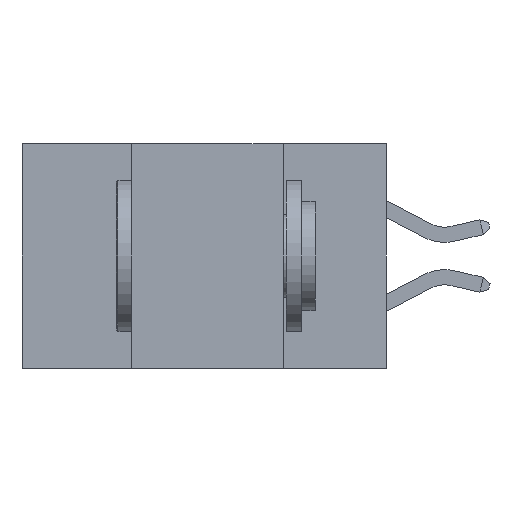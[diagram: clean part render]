
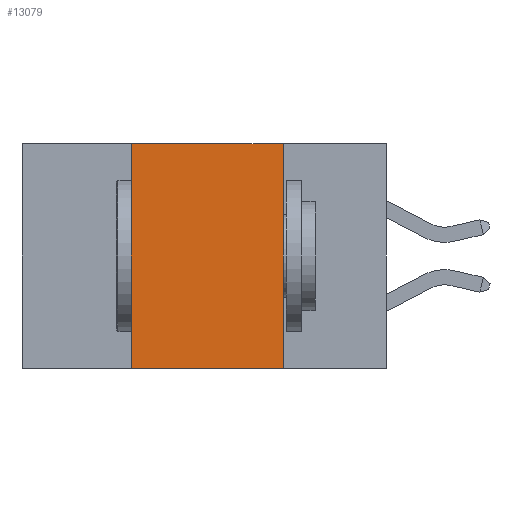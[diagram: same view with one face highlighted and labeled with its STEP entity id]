
A CAD part, left-side view. The second image highlights one B-rep face of the part: STEP entity #13079.
In plain terms, the highlighted planar face has unit normal (-1, 0, 0).
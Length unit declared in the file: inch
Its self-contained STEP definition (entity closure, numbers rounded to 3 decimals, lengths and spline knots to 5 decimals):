
#79 = VECTOR ( 'NONE', #7865, 39.37008 ) ;
#141 = VERTEX_POINT ( 'NONE', #15295 ) ;
#471 = EDGE_LOOP ( 'NONE', ( #1156, #17562, #17493, #21369 ) ) ;
#1146 = LINE ( 'NONE', #24520, #7708 ) ;
#1156 = ORIENTED_EDGE ( 'NONE', *, *, #5271, .F. ) ;
#1525 = EDGE_CURVE ( 'NONE', #20480, #7326, #1146, .T. ) ;
#1648 = CARTESIAN_POINT ( 'NONE',  ( 0., 0.42, -0.37 ) ) ;
#2863 = VECTOR ( 'NONE', #8285, 39.37008 ) ;
#3627 = DIRECTION ( 'NONE',  ( 0., 0., 1. ) ) ;
#4846 = CARTESIAN_POINT ( 'NONE',  ( 0., 0.17, -0.37 ) ) ;
#5271 = EDGE_CURVE ( 'NONE', #20557, #7326, #5697, .T. ) ;
#5333 = AXIS2_PLACEMENT_3D ( 'NONE', #14783, #22292, #12714 ) ;
#5697 = LINE ( 'NONE', #15518, #79 ) ;
#7281 = PLANE ( 'NONE',  #5333 ) ;
#7326 = VERTEX_POINT ( 'NONE', #4846 ) ;
#7708 = VECTOR ( 'NONE', #13119, 39.37008 ) ;
#7865 = DIRECTION ( 'NONE',  ( 0., 0., -1. ) ) ;
#8285 = DIRECTION ( 'NONE',  ( 0., -1., 0. ) ) ;
#9952 = CARTESIAN_POINT ( 'NONE',  ( 0., 0.6, 0. ) ) ;
#11776 = LINE ( 'NONE', #20635, #17411 ) ;
#12714 = DIRECTION ( 'NONE',  ( 0., 0., -1. ) ) ;
#13079 = ADVANCED_FACE ( 'NONE', ( #22558 ), #7281, .F. ) ;
#13119 = DIRECTION ( 'NONE',  ( 0., -1., 0. ) ) ;
#14783 = CARTESIAN_POINT ( 'NONE',  ( 0., 0.6, 0. ) ) ;
#15295 = CARTESIAN_POINT ( 'NONE',  ( 0., 0.42, 0. ) ) ;
#15518 = CARTESIAN_POINT ( 'NONE',  ( 0., 0.17, 0. ) ) ;
#17411 = VECTOR ( 'NONE', #3627, 39.37008 ) ;
#17493 = ORIENTED_EDGE ( 'NONE', *, *, #20195, .F. ) ;
#17562 = ORIENTED_EDGE ( 'NONE', *, *, #23504, .F. ) ;
#18963 = CARTESIAN_POINT ( 'NONE',  ( 0., 0.17, 0. ) ) ;
#20195 = EDGE_CURVE ( 'NONE', #20480, #141, #11776, .T. ) ;
#20480 = VERTEX_POINT ( 'NONE', #1648 ) ;
#20557 = VERTEX_POINT ( 'NONE', #18963 ) ;
#20635 = CARTESIAN_POINT ( 'NONE',  ( 0., 0.42, 0. ) ) ;
#21369 = ORIENTED_EDGE ( 'NONE', *, *, #1525, .T. ) ;
#21499 = LINE ( 'NONE', #9952, #2863 ) ;
#22292 = DIRECTION ( 'NONE',  ( 1., 0., 0. ) ) ;
#22558 = FACE_OUTER_BOUND ( 'NONE', #471, .T. ) ;
#23504 = EDGE_CURVE ( 'NONE', #141, #20557, #21499, .T. ) ;
#24520 = CARTESIAN_POINT ( 'NONE',  ( 0., 0.6, -0.37 ) ) ;
